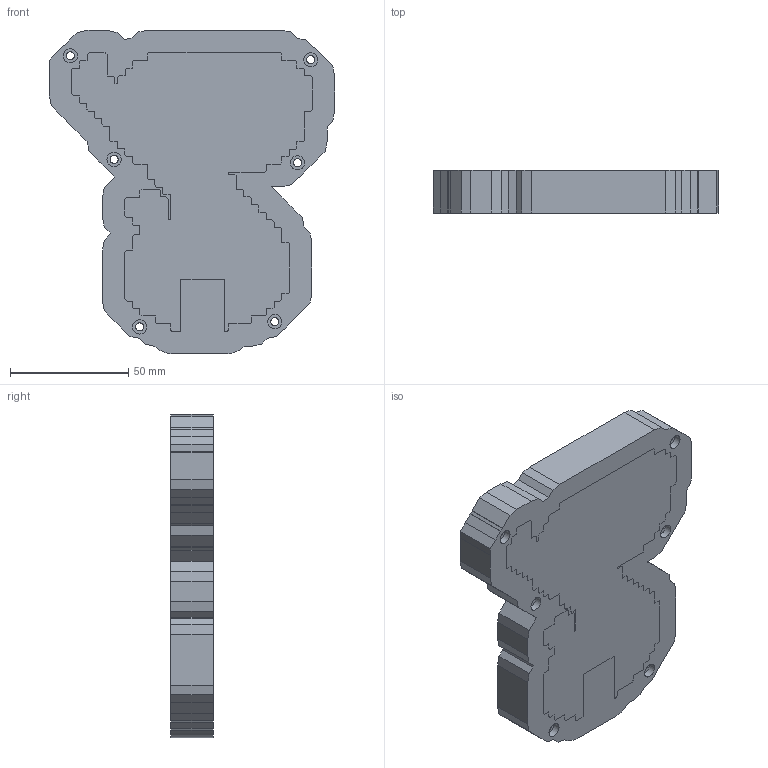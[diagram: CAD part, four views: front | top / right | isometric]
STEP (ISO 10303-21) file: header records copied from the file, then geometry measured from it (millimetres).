
FILE_DESCRIPTION(/* description */ ('STEP AP242','CAx-IF Rec.Pracs.---Representation and Presentation of Product Manufacturing Information (PMI)---4.0---2014-10-13','CAx-IF Rec.Pracs.---3D Tessellated Geometry---0.4---2014-09-14','2;1'),/* implementation_level */ '2;1');
FILE_NAME(/* name */ '683e0fe1af76ce175b274e86',/* time_stamp */ '2025-06-02T20:56:02Z',/* author */ (''),/* organization */ (''),/* preprocessor_version */ 'ST-DEVELOPER v20',/* originating_system */ 'ONSHAPE BY PTC INC, 1.198',/* authorisation */ ' ');
FILE_SCHEMA (('AP242_MANAGED_MODEL_BASED_3D_ENGINEERING_MIM_LF { 1 0 10303 442 1 1 4 }'));
Length unit declared in the file: metre
Products named in the file (8): Part 4; Part 8; Part 7; Part 1; Part 5; Part 2; Part 6; Part 3
Bounding box: 120.47 x 18 x 136.63 mm (x, y, z)
Volume: 141811.5 mm3; surface area: 53667.6 mm2
Topology: 8 solids, 8 shells, 716 faces, 2103 edges, 1402 vertices
Faces by surface type: plane 690, cylinder 26
Full cylindrical faces by diameter (mm): 3.4 x6, 6 x12
Entity records: 23502 total; most frequent: CARTESIAN_POINT 4211, ORIENTED_EDGE 4170, DIRECTION 3585, EDGE_CURVE 2085, LINE 2033, VECTOR 2033, VERTEX_POINT 1402, AXIS2_PLACEMENT_3D 776
